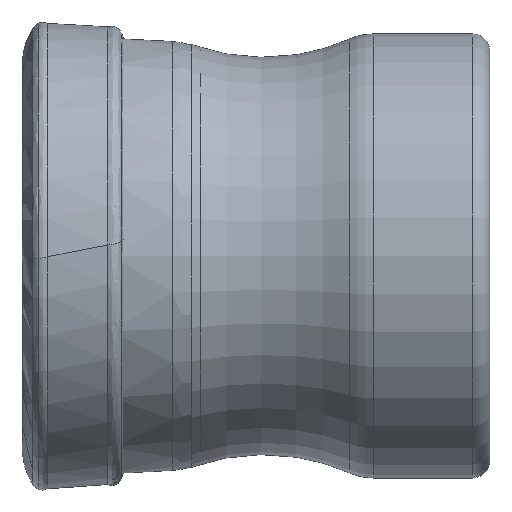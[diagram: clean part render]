
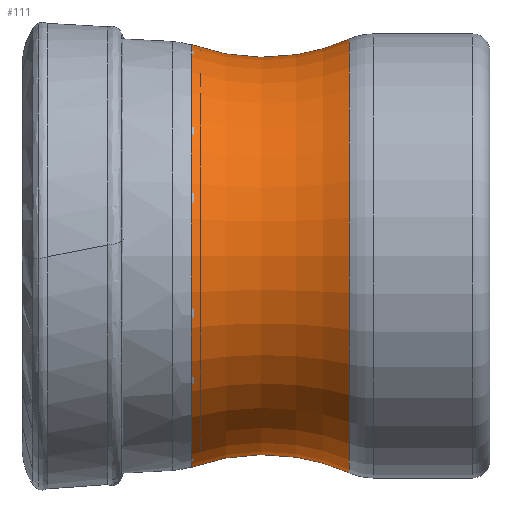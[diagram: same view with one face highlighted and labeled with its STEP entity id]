
A CAD part, top view. The second image highlights one B-rep face of the part: STEP entity #111.
In plain terms, the highlighted toroidal (fillet/blend) face has major radius 35 mm and minor radius 18 mm.
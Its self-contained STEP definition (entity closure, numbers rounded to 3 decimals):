
#95=TOROIDAL_SURFACE('',#538,35.,18.);
#111=ADVANCED_FACE('',(#182,#183),#95,.F.);
#182=FACE_BOUND('',#208,.T.);
#183=FACE_BOUND('',#209,.T.);
#208=EDGE_LOOP('',(#258));
#209=EDGE_LOOP('',(#259));
#258=ORIENTED_EDGE('',*,*,#407,.F.);
#259=ORIENTED_EDGE('',*,*,#406,.T.);
#369=VERTEX_POINT('',#792);
#370=VERTEX_POINT('',#795);
#406=EDGE_CURVE('',#369,#369,#467,.T.);
#407=EDGE_CURVE('',#370,#370,#468,.T.);
#467=CIRCLE('',#535,18.565);
#468=CIRCLE('',#537,18.086);
#535=AXIS2_PLACEMENT_3D('',#791,#628,#629);
#537=AXIS2_PLACEMENT_3D('',#794,#632,#633);
#538=AXIS2_PLACEMENT_3D('',#796,#634,#635);
#628=DIRECTION('',(-1.,0.,0.));
#629=DIRECTION('',(0.,0.,1.));
#632=DIRECTION('',(-1.,0.,0.));
#633=DIRECTION('',(0.,0.,1.));
#634=DIRECTION('',(-1.,0.,0.));
#635=DIRECTION('',(0.,0.,1.));
#791=CARTESIAN_POINT('',(27.961,0.,0.));
#792=CARTESIAN_POINT('',(27.961,0.,18.565));
#794=CARTESIAN_POINT('',(14.463,0.,0.));
#795=CARTESIAN_POINT('',(14.463,0.,18.086));
#796=CARTESIAN_POINT('',(20.619,0.,0.));
